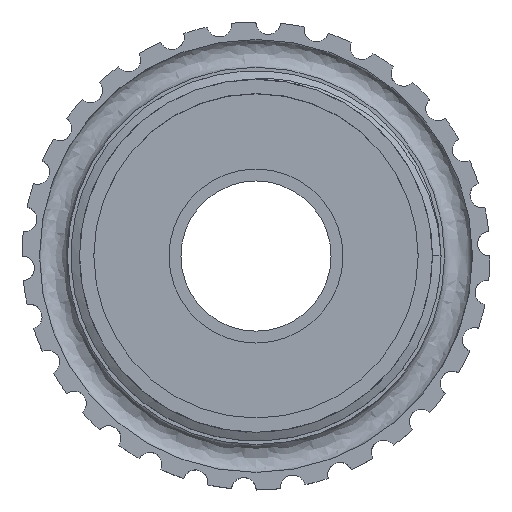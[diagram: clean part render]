
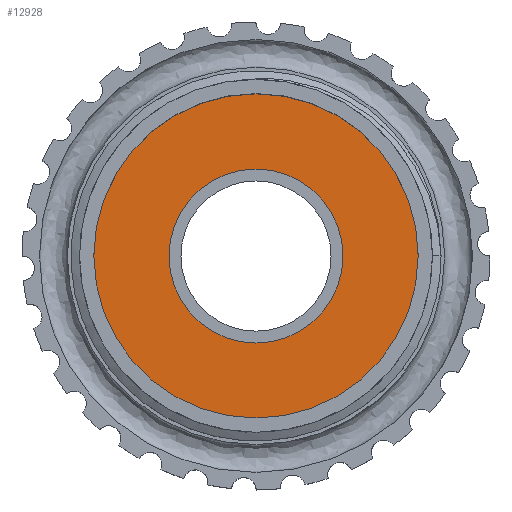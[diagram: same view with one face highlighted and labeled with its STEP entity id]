
A CAD part, top view. The second image highlights one B-rep face of the part: STEP entity #12928.
In plain terms, the highlighted planar face has unit normal (0, 0, 1).
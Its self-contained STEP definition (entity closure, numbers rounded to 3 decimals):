
#12708 = CYLINDRICAL_SURFACE('',#12709,10.95);
#12709 = AXIS2_PLACEMENT_3D('',#12710,#12711,#12712);
#12710 = CARTESIAN_POINT('',(0.,0.,27.));
#12711 = DIRECTION('',(0.,0.,1.));
#12712 = DIRECTION('',(1.,0.,-0.));
#12823 = VERTEX_POINT('',#12824);
#12824 = CARTESIAN_POINT('',(10.95,0.,24.));
#12845 = EDGE_CURVE('',#12823,#12823,#12846,.T.);
#12846 = SURFACE_CURVE('',#12847,(#12852,#12859),.PCURVE_S1.);
#12847 = CIRCLE('',#12848,10.95);
#12848 = AXIS2_PLACEMENT_3D('',#12849,#12850,#12851);
#12849 = CARTESIAN_POINT('',(0.,0.,24.));
#12850 = DIRECTION('',(0.,0.,1.));
#12851 = DIRECTION('',(1.,0.,-0.));
#12852 = PCURVE('',#12708,#12853);
#12853 = DEFINITIONAL_REPRESENTATION('',(#12854),#12858);
#12854 = LINE('',#12855,#12856);
#12855 = CARTESIAN_POINT('',(0.,-3.));
#12856 = VECTOR('',#12857,1.);
#12857 = DIRECTION('',(1.,0.));
#12858 = ( GEOMETRIC_REPRESENTATION_CONTEXT(2) 
PARAMETRIC_REPRESENTATION_CONTEXT() REPRESENTATION_CONTEXT('2D SPACE',''
  ) );
#12859 = PCURVE('',#12860,#12865);
#12860 = PLANE('',#12861);
#12861 = AXIS2_PLACEMENT_3D('',#12862,#12863,#12864);
#12862 = CARTESIAN_POINT('',(0.,0.,24.));
#12863 = DIRECTION('',(0.,0.,1.));
#12864 = DIRECTION('',(1.,0.,-0.));
#12865 = DEFINITIONAL_REPRESENTATION('',(#12866),#12870);
#12866 = CIRCLE('',#12867,10.95);
#12867 = AXIS2_PLACEMENT_2D('',#12868,#12869);
#12868 = CARTESIAN_POINT('',(0.,0.));
#12869 = DIRECTION('',(1.,-0.));
#12870 = ( GEOMETRIC_REPRESENTATION_CONTEXT(2) 
PARAMETRIC_REPRESENTATION_CONTEXT() REPRESENTATION_CONTEXT('2D SPACE',''
  ) );
#12928 = ADVANCED_FACE('',(#12929,#12932),#12860,.T.);
#12929 = FACE_BOUND('',#12930,.F.);
#12930 = EDGE_LOOP('',(#12931));
#12931 = ORIENTED_EDGE('',*,*,#12845,.T.);
#12932 = FACE_BOUND('',#12933,.F.);
#12933 = EDGE_LOOP('',(#12934));
#12934 = ORIENTED_EDGE('',*,*,#12935,.F.);
#12935 = EDGE_CURVE('',#12936,#12936,#12938,.T.);
#12936 = VERTEX_POINT('',#12937);
#12937 = CARTESIAN_POINT('',(20.418,0.,24.));
#12938 = SURFACE_CURVE('',#12939,(#12944,#12951),.PCURVE_S1.);
#12939 = CIRCLE('',#12940,20.418);
#12940 = AXIS2_PLACEMENT_3D('',#12941,#12942,#12943);
#12941 = CARTESIAN_POINT('',(0.,0.,24.));
#12942 = DIRECTION('',(0.,0.,1.));
#12943 = DIRECTION('',(1.,0.,-0.));
#12944 = PCURVE('',#12860,#12945);
#12945 = DEFINITIONAL_REPRESENTATION('',(#12946),#12950);
#12946 = CIRCLE('',#12947,20.418);
#12947 = AXIS2_PLACEMENT_2D('',#12948,#12949);
#12948 = CARTESIAN_POINT('',(0.,0.));
#12949 = DIRECTION('',(1.,-0.));
#12950 = ( GEOMETRIC_REPRESENTATION_CONTEXT(2) 
PARAMETRIC_REPRESENTATION_CONTEXT() REPRESENTATION_CONTEXT('2D SPACE',''
  ) );
#12951 = PCURVE('',#12952,#12957);
#12952 = CYLINDRICAL_SURFACE('',#12953,20.418);
#12953 = AXIS2_PLACEMENT_3D('',#12954,#12955,#12956);
#12954 = CARTESIAN_POINT('',(0.,0.,34.));
#12955 = DIRECTION('',(0.,0.,1.));
#12956 = DIRECTION('',(1.,0.,-0.));
#12957 = DEFINITIONAL_REPRESENTATION('',(#12958),#12962);
#12958 = LINE('',#12959,#12960);
#12959 = CARTESIAN_POINT('',(0.,-10.));
#12960 = VECTOR('',#12961,1.);
#12961 = DIRECTION('',(1.,0.));
#12962 = ( GEOMETRIC_REPRESENTATION_CONTEXT(2) 
PARAMETRIC_REPRESENTATION_CONTEXT() REPRESENTATION_CONTEXT('2D SPACE',''
  ) );
